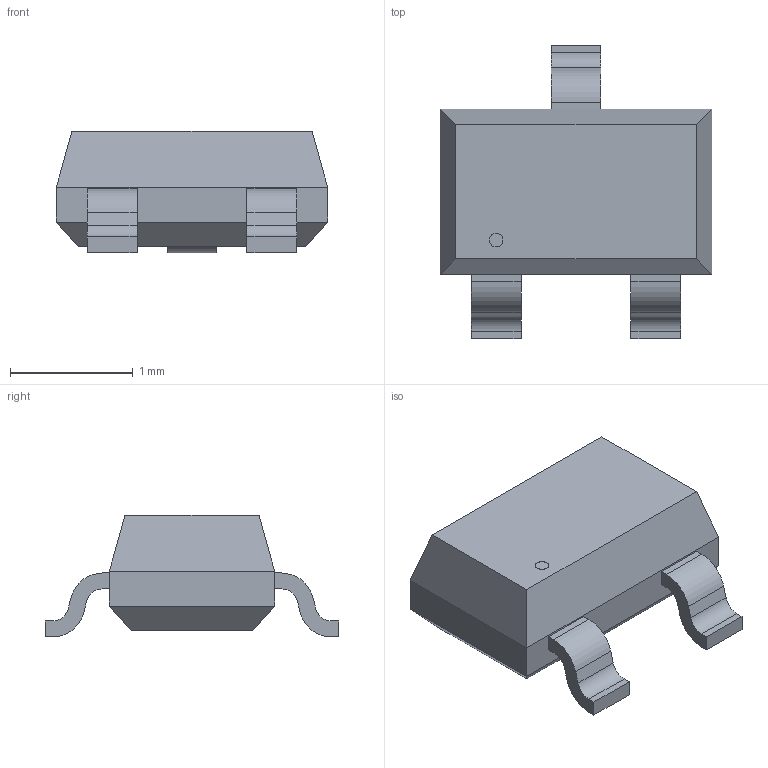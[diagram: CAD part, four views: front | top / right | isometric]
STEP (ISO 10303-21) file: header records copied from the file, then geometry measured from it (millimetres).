
FILE_DESCRIPTION(('FreeCAD Model'),'2;1');
FILE_NAME('Open CASCADE Shape Model','2024-10-05T19:20:41',(''),(''), 'Open CASCADE STEP processor 7.6','FreeCAD','Unknown');
FILE_SCHEMA(('AUTOMOTIVE_DESIGN { 1 0 10303 214 1 1 1 1 }'));
Length unit declared in the file: millimetre
Products named in the file (5): Solid; Solid001; Solid002; Solid003; Solid004
Bounding box: 2.21 x 2.39 x 0.99 mm (x, y, z)
Volume: 2.6 mm3; surface area: 13.5 mm2
Topology: 5 solids, 5 shells, 59 faces, 139 edges, 90 vertices
Faces by surface type: plane 46, cylinder 13
Full cylindrical faces by diameter (mm): 0.11 x1
Entity records: 1768 total; most frequent: CARTESIAN_POINT 290, DIRECTION 284, ORIENTED_EDGE 278, EDGE_CURVE 139, LINE 112, VECTOR 112, VERTEX_POINT 90, AXIS2_PLACEMENT_3D 86
